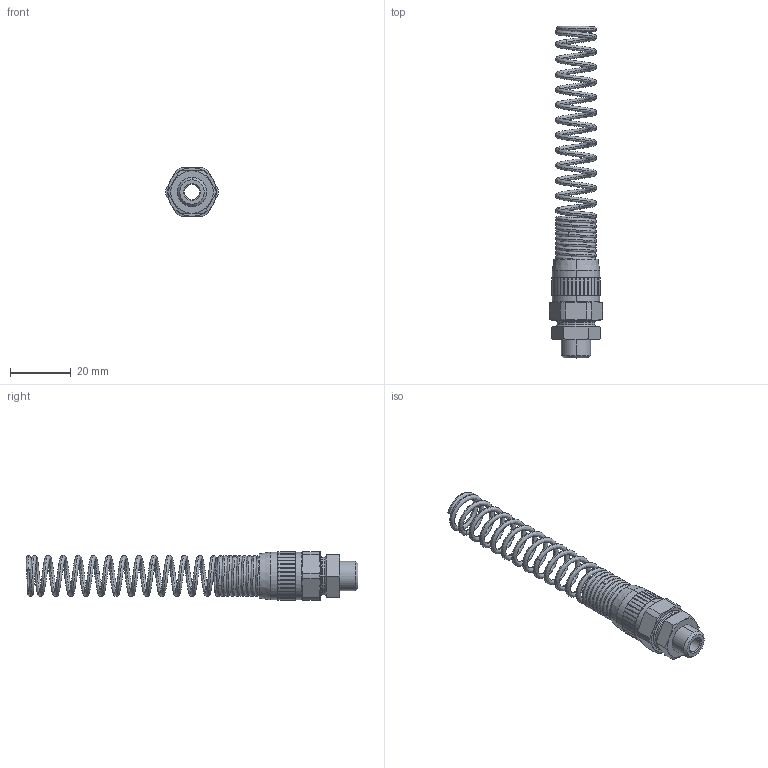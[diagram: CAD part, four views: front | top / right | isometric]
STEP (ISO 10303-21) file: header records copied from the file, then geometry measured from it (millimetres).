
FILE_DESCRIPTION((''),'2;1');
FILE_NAME('300379B_151M-10-8KS-1-8','2013-04-15T',('avs330'),(''),'PRO/ENGINEER BY PARAMETRIC TECHNOLOGY CORPORATION, 2010430','PRO/ENGINEER BY PARAMETRIC TECHNOLOGY CORPORATION, 2010430','');
FILE_SCHEMA(('CONFIG_CONTROL_DESIGN'));
Length unit declared in the file: millimetre
Products named in the file (1): 300379B_151M-10-8KS-1-8
Bounding box: 17.49 x 109.5 x 16 mm (x, y, z)
Volume: 5083.3 mm3; surface area: 8339.8 mm2
Topology: 2 solids, 2 shells, 225 faces, 574 edges, 358 vertices
Faces by surface type: plane 93, cylinder 64, cone 44, bspline 18, torus 6
Entity records: 14687 total; most frequent: CARTESIAN_POINT 9580, ORIENTED_EDGE 1148, DIRECTION 936, EDGE_CURVE 574, AXIS2_PLACEMENT_3D 381, VERTEX_POINT 358, EDGE_LOOP 232, B_SPLINE_CURVE_WITH_KNOTS 226
